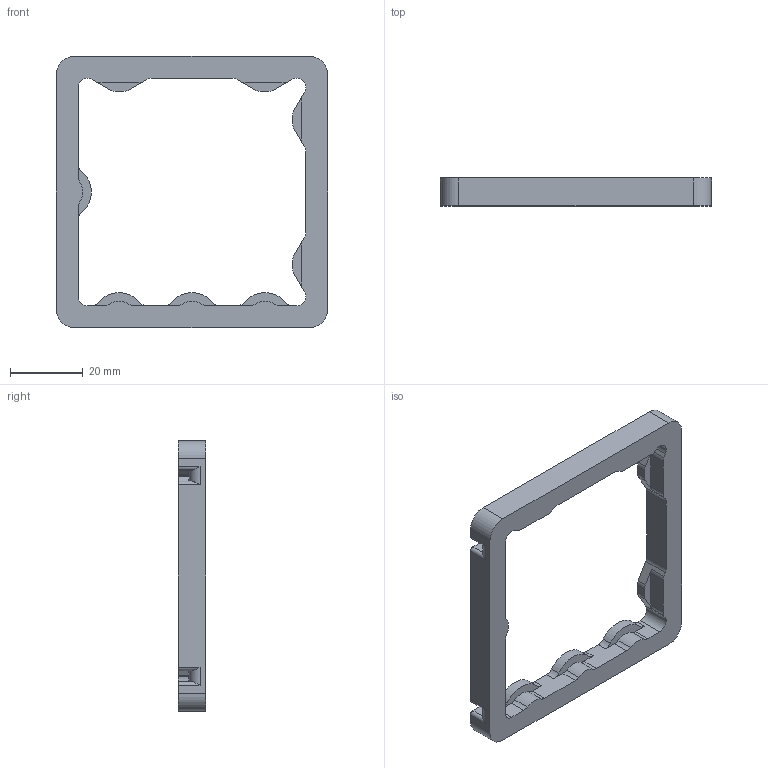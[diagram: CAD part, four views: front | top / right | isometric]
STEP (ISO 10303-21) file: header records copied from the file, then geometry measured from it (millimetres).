
FILE_DESCRIPTION(/* description */ (''),/* implementation_level */ '2;1');
FILE_NAME(/* name */ 'Aladdin_00500.stp',/* time_stamp */ '2025-07-02T11:46:25+02:00',/* author */ (''),/* organization */ (''),/* preprocessor_version */ 'ST-DEVELOPER v19.4',/* originating_system */ 'SIEMENS PLM Software NX2306.9102',/* authorisation */ '');
FILE_SCHEMA (('AUTOMOTIVE_DESIGN { 1 0 10303 214 3 1 1 1 }'));
Length unit declared in the file: millimetre
Products named in the file (1): IR3_00000500_objects
Bounding box: 74.4 x 7.6 x 74.4 mm (x, y, z)
Volume: 13424.8 mm3; surface area: 7946.8 mm2
Topology: 1 solids, 1 shells, 115 faces, 342 edges, 228 vertices
Faces by surface type: cylinder 66, plane 49
Entity records: 4023 total; most frequent: CARTESIAN_POINT 746, DIRECTION 700, ORIENTED_EDGE 684, EDGE_CURVE 342, AXIS2_PLACEMENT_3D 246, VERTEX_POINT 228, LINE 208, VECTOR 208
